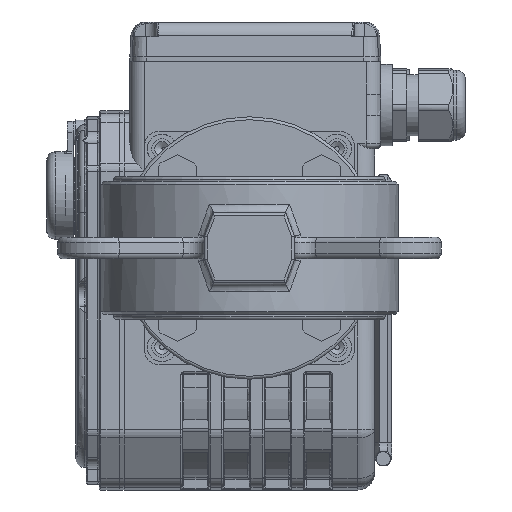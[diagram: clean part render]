
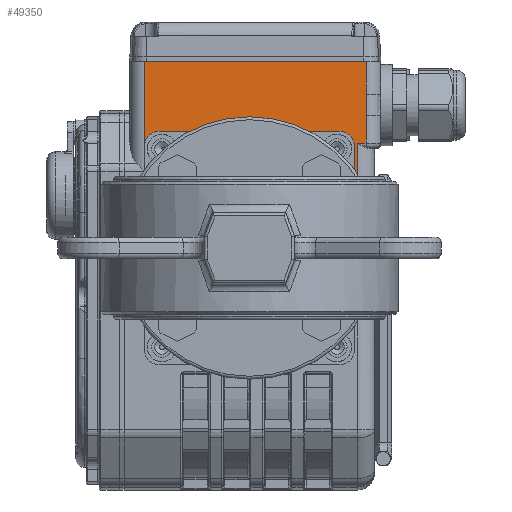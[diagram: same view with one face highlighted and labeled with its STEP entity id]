
A CAD part, front view. The second image highlights one B-rep face of the part: STEP entity #49350.
In plain terms, the highlighted face is planar.
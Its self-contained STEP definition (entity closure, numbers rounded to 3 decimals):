
#1363=LINE('',#73859,#5138);
#1754=LINE('',#75744,#5529);
#1757=LINE('',#75752,#5532);
#1806=LINE('',#76341,#5581);
#1814=LINE('',#76376,#5589);
#1815=LINE('',#76378,#5590);
#1816=LINE('',#76380,#5591);
#1817=LINE('',#76382,#5592);
#1818=LINE('',#76395,#5593);
#5138=VECTOR('',#58975,1000.);
#5529=VECTOR('',#60892,1000.);
#5532=VECTOR('',#60901,1000.);
#5581=VECTOR('',#61106,1000.);
#5589=VECTOR('',#61166,1000.);
#5590=VECTOR('',#61167,1000.);
#5591=VECTOR('',#61168,1000.);
#5592=VECTOR('',#61169,1000.);
#5593=VECTOR('',#61170,1000.);
#9315=CIRCLE('',#54115,6.);
#9316=CIRCLE('',#54118,6.);
#11427=PLANE('',#54220);
#14677=ORIENTED_EDGE('',*,*,#28537,.F.);
#14678=ORIENTED_EDGE('',*,*,#28538,.T.);
#14679=ORIENTED_EDGE('',*,*,#28539,.T.);
#14680=ORIENTED_EDGE('',*,*,#28540,.T.);
#14681=ORIENTED_EDGE('',*,*,#28541,.T.);
#14682=ORIENTED_EDGE('',*,*,#28542,.T.);
#14683=ORIENTED_EDGE('',*,*,#27546,.T.);
#14684=ORIENTED_EDGE('',*,*,#28520,.T.);
#14685=ORIENTED_EDGE('',*,*,#28435,.F.);
#14686=ORIENTED_EDGE('',*,*,#28433,.F.);
#14687=ORIENTED_EDGE('',*,*,#28431,.F.);
#14688=ORIENTED_EDGE('',*,*,#28429,.F.);
#27546=EDGE_CURVE('',#34916,#34915,#1363,.T.);
#28429=EDGE_CURVE('',#35464,#35465,#1754,.T.);
#28431=EDGE_CURVE('',#35465,#35466,#9315,.T.);
#28433=EDGE_CURVE('',#35466,#35467,#1757,.T.);
#28435=EDGE_CURVE('',#35467,#35468,#9316,.T.);
#28520=EDGE_CURVE('',#34915,#35468,#1806,.T.);
#28537=EDGE_CURVE('',#35494,#35464,#1814,.T.);
#28538=EDGE_CURVE('',#35494,#35495,#1815,.T.);
#28539=EDGE_CURVE('',#35495,#35496,#1816,.T.);
#28540=EDGE_CURVE('',#35496,#35497,#1817,.T.);
#28541=EDGE_CURVE('',#35497,#35498,#39680,.T.);
#28542=EDGE_CURVE('',#35498,#34916,#1818,.T.);
#34915=VERTEX_POINT('',#73858);
#34916=VERTEX_POINT('',#73860);
#35464=VERTEX_POINT('',#75743);
#35465=VERTEX_POINT('',#75745);
#35466=VERTEX_POINT('',#75749);
#35467=VERTEX_POINT('',#75753);
#35468=VERTEX_POINT('',#75757);
#35494=VERTEX_POINT('',#76377);
#35495=VERTEX_POINT('',#76379);
#35496=VERTEX_POINT('',#76381);
#35497=VERTEX_POINT('',#76383);
#35498=VERTEX_POINT('',#76394);
#39680=B_SPLINE_CURVE_WITH_KNOTS('',3,(#76384,#76385,#76386,#76387,#76388,
#76389,#76390,#76391,#76392,#76393),.UNSPECIFIED.,.F.,.F.,(4,2,2,2,4),(0.,
0.002,0.004,0.006,0.007),
 .UNSPECIFIED.);
#41065=EDGE_LOOP('',(#14677,#14678,#14679,#14680,#14681,#14682,#14683,#14684,
#14685,#14686,#14687,#14688));
#44689=FACE_BOUND('',#41065,.T.);
#49350=ADVANCED_FACE('',(#44689),#11427,.T.);
#54115=AXIS2_PLACEMENT_3D('',#75748,#60896,#60897);
#54118=AXIS2_PLACEMENT_3D('',#75756,#60905,#60906);
#54220=AXIS2_PLACEMENT_3D('',#76375,#61164,#61165);
#58975=DIRECTION('',(0.,1.,0.));
#60892=DIRECTION('',(1.,0.,0.));
#60896=DIRECTION('',(0.,0.,1.));
#60897=DIRECTION('',(1.,0.,0.));
#60901=DIRECTION('',(0.,1.,0.));
#60905=DIRECTION('',(0.,0.,1.));
#60906=DIRECTION('',(-1.,0.,0.));
#61106=DIRECTION('',(-1.,0.,0.));
#61164=DIRECTION('',(0.,0.,1.));
#61165=DIRECTION('',(1.,0.,0.));
#61166=DIRECTION('',(0.,1.,0.));
#61167=DIRECTION('',(1.,0.,0.));
#61168=DIRECTION('',(0.,-1.,0.));
#61169=DIRECTION('',(1.,0.,0.));
#61170=DIRECTION('',(1.,0.,0.));
#73858=CARTESIAN_POINT('',(64.,36.,34.));
#73859=CARTESIAN_POINT('',(64.,-43.,34.));
#73860=CARTESIAN_POINT('',(64.,-40.,34.));
#75743=CARTESIAN_POINT('',(24.,-36.,34.));
#75744=CARTESIAN_POINT('',(-34.,-36.,34.));
#75745=CARTESIAN_POINT('',(34.,-36.,34.));
#75748=CARTESIAN_POINT('',(34.,-30.,34.));
#75749=CARTESIAN_POINT('',(40.,-30.,34.));
#75752=CARTESIAN_POINT('',(40.,30.,34.));
#75753=CARTESIAN_POINT('',(40.,30.,34.));
#75756=CARTESIAN_POINT('',(34.,30.,34.));
#75757=CARTESIAN_POINT('',(34.,36.,34.));
#76341=CARTESIAN_POINT('',(64.,36.,34.));
#76375=CARTESIAN_POINT('',(64.,-43.,34.));
#76376=CARTESIAN_POINT('',(24.,15.264,34.));
#76377=CARTESIAN_POINT('',(24.,-37.,34.));
#76378=CARTESIAN_POINT('',(34.,-37.,34.));
#76379=CARTESIAN_POINT('',(36.,-37.,34.));
#76380=CARTESIAN_POINT('',(36.,-40.,34.));
#76381=CARTESIAN_POINT('',(36.,-40.,34.));
#76382=CARTESIAN_POINT('',(64.,-40.,34.));
#76383=CARTESIAN_POINT('',(45.292,-40.,34.));
#76384=CARTESIAN_POINT('',(45.292,-40.,34.));
#76385=CARTESIAN_POINT('',(45.91,-40.,34.));
#76386=CARTESIAN_POINT('',(46.528,-40.008,34.));
#76387=CARTESIAN_POINT('',(47.764,-40.02,34.));
#76388=CARTESIAN_POINT('',(48.382,-40.025,34.));
#76389=CARTESIAN_POINT('',(49.618,-40.025,34.));
#76390=CARTESIAN_POINT('',(50.236,-40.02,34.));
#76391=CARTESIAN_POINT('',(51.472,-40.008,34.));
#76392=CARTESIAN_POINT('',(52.09,-40.,34.));
#76393=CARTESIAN_POINT('',(52.708,-40.,34.));
#76394=CARTESIAN_POINT('',(52.708,-40.,34.));
#76395=CARTESIAN_POINT('',(64.,-40.,34.));
